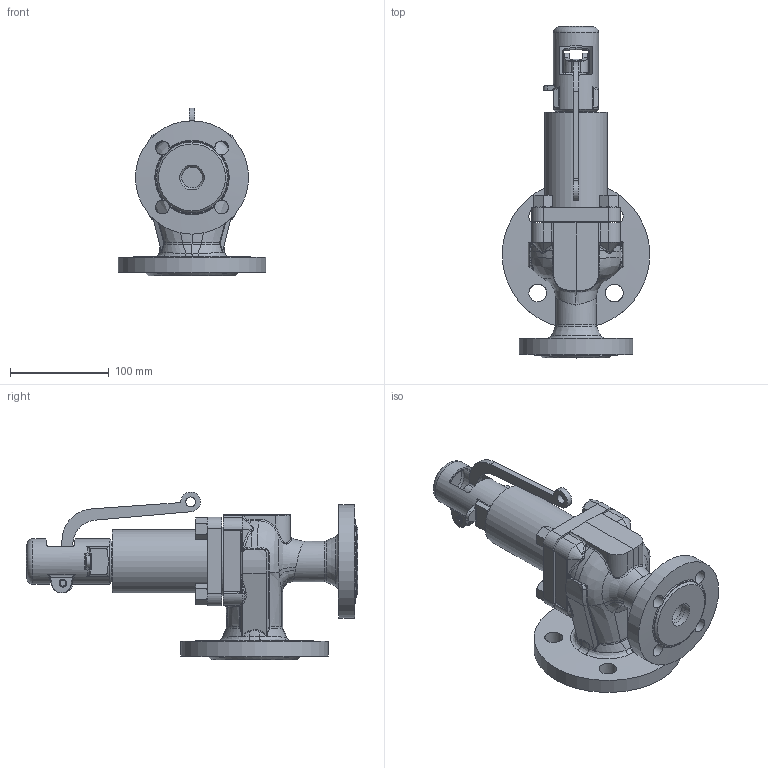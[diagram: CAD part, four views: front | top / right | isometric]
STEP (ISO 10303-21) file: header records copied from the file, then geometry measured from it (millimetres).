
FILE_DESCRIPTION(/* description */ (''),/* implementation_level */ '2;1');
FILE_NAME(/* name */ 'AT4539-441_106410.step',/* time_stamp */ '2025-08-06T16:15:50+02:00',/* author */ (''),/* organization */ (''),/* preprocessor_version */ 'ST-DEVELOPER v20.1',/* originating_system */ 'Autodesk Translation Framework v14.10.0.0',/* authorisation */ '');
FILE_SCHEMA (('AUTOMOTIVE_DESIGN { 1 0 10303 214 3 1 1 }'));
Products named in the file (8): 10000453073_G3D_000_ASM; 10000453063_G3D_000; 10000453064_G3D_000; 10000453066_G3D_000_ASM; 10000453067_G3D_000; 10000453068_G3D_000; 10000453069_G3D_000; 10000453065_G3D_000
Assembly tree (10 placements, depth 3):
  10000453073_G3D_000_ASM
    10000453063_G3D_000
    10000453064_G3D_000
    10000453065_G3D_000  x4
    10000453066_G3D_000_ASM
      10000453067_G3D_000
      10000453068_G3D_000
      10000453069_G3D_000
Bounding box: 150 x 337 x 170.49 mm (x, y, z)
Volume: 1080382.5 mm3; surface area: 242503.2 mm2
Topology: 9 solids, 9 shells, 603 faces, 1503 edges, 921 vertices
Faces by surface type: bspline 214, plane 144, cylinder 142, cone 83, sphere 12, torus 8
Full cylindrical faces by diameter (mm): 7 x2, 8 x5, 8.5 x2, 10 x1, 12 x4, 14 x8, 15 x1, 18 x4, 21 x1, 25 x1, 27 x2, 33 x1, 38 x1, 40 x1, 41 x1, 42 x1, 46 x1, 51.5 x1, 54 x1, 64 x1, 70 x2, 115 x1, 150 x1
Entity records: 45398 total; most frequent: CARTESIAN_POINT 34130, ORIENTED_EDGE 2622, DIRECTION 1907, EDGE_CURVE 1311, VERTEX_POINT 807, AXIS2_PLACEMENT_3D 787, EDGE_LOOP 572, FACE_OUTER_BOUND 522
